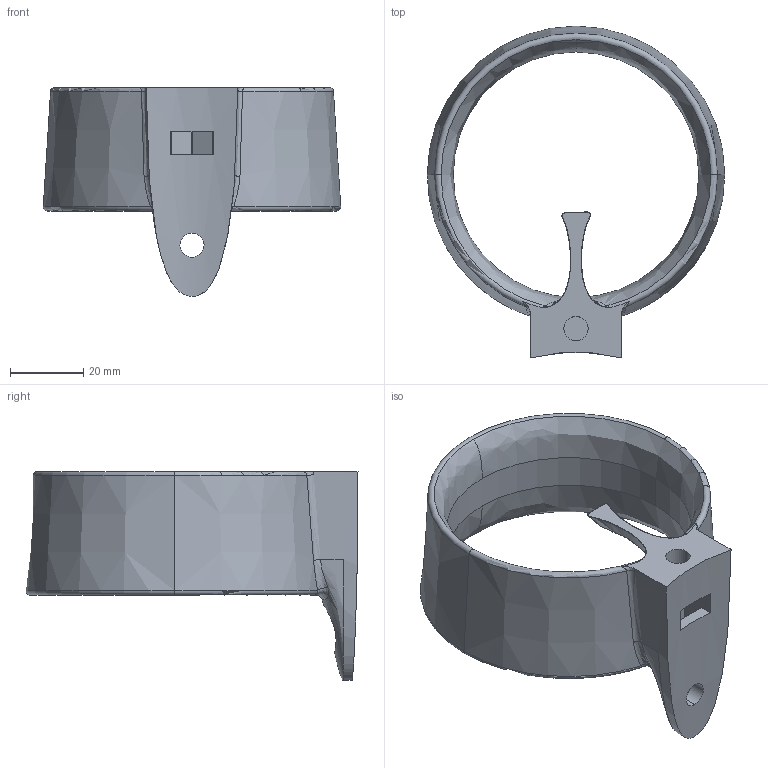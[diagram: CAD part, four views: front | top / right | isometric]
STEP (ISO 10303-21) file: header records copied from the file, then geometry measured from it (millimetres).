
FILE_DESCRIPTION (( 'STEP AP203' ), '1' );
FILE_NAME ('Mor-Go-Nozzle.STEP', '2017-02-12T04:56:52', ( '' ), ( '' ), 'SwSTEP 2.0', 'SolidWorks 2014', '' );
FILE_SCHEMA (( 'CONFIG_CONTROL_DESIGN' ));
Length unit declared in the file: millimetre
Products named in the file (2): Mor-Go-Nozzle
Bounding box: 81.15 x 90.58 x 57.01 mm (x, y, z)
Volume: 49312.6 mm3; surface area: 20225.9 mm2
Topology: 1 solids, 1 shells, 76 faces, 197 edges, 120 vertices
Faces by surface type: bspline 38, plane 15, cylinder 13, torus 6, cone 3, sphere 1
Entity records: 4319 total; most frequent: CARTESIAN_POINT 2557, ORIENTED_EDGE 388, DIRECTION 270, EDGE_CURVE 194, VERTEX_POINT 120, AXIS2_PLACEMENT_3D 113, EDGE_LOOP 82, B_SPLINE_CURVE_WITH_KNOTS 77
